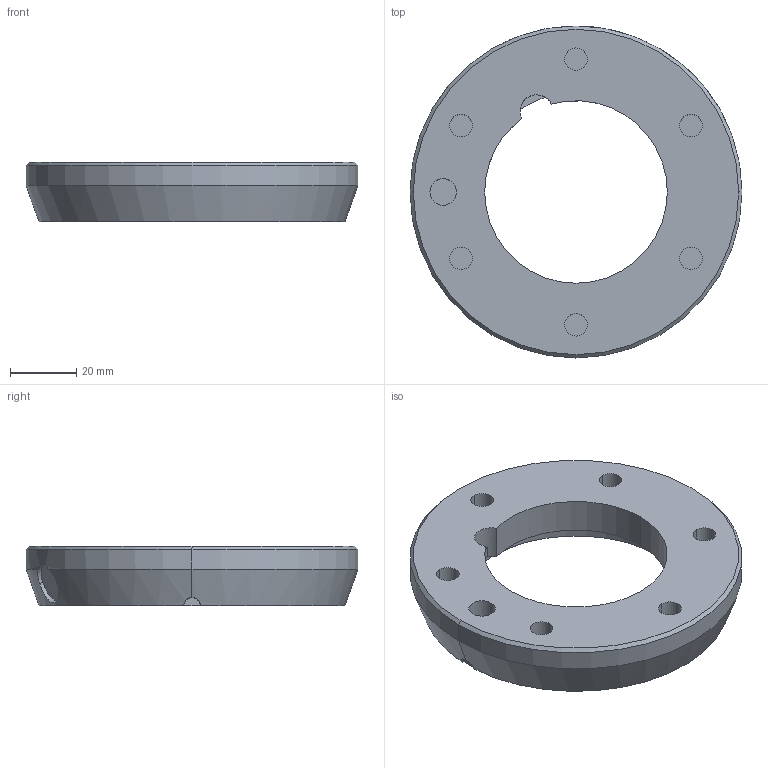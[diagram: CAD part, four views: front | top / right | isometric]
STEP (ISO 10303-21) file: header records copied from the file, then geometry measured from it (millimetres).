
FILE_DESCRIPTION (( 'STEP AP203' ), '1' );
FILE_NAME ('WMIRB2600ID_8kg-200_LINK6_CAD_rev02_Default_sldprt.STEP', '2023-05-22T09:02:40', ( '' ), ( '' ), 'SwSTEP 2.0', 'SolidWorks 2022', '' );
FILE_SCHEMA (( 'CONFIG_CONTROL_DESIGN' ));
Length unit declared in the file: millimetre
Products named in the file (1): WMIRB2600ID_8kg-200_LINK6_CAD_rev02_Default_sldprt
Bounding box: 100 x 100 x 18 mm (x, y, z)
Volume: 76697.9 mm3; surface area: 20933.3 mm2
Topology: 1 solids, 1 shells, 43 faces, 95 edges, 62 vertices
Faces by surface type: cylinder 26, plane 13, cone 4
Entity records: 1402 total; most frequent: CARTESIAN_POINT 321, DIRECTION 233, ORIENTED_EDGE 190, AXIS2_PLACEMENT_3D 100, EDGE_CURVE 95, VERTEX_POINT 62, CIRCLE 56, EDGE_LOOP 53
